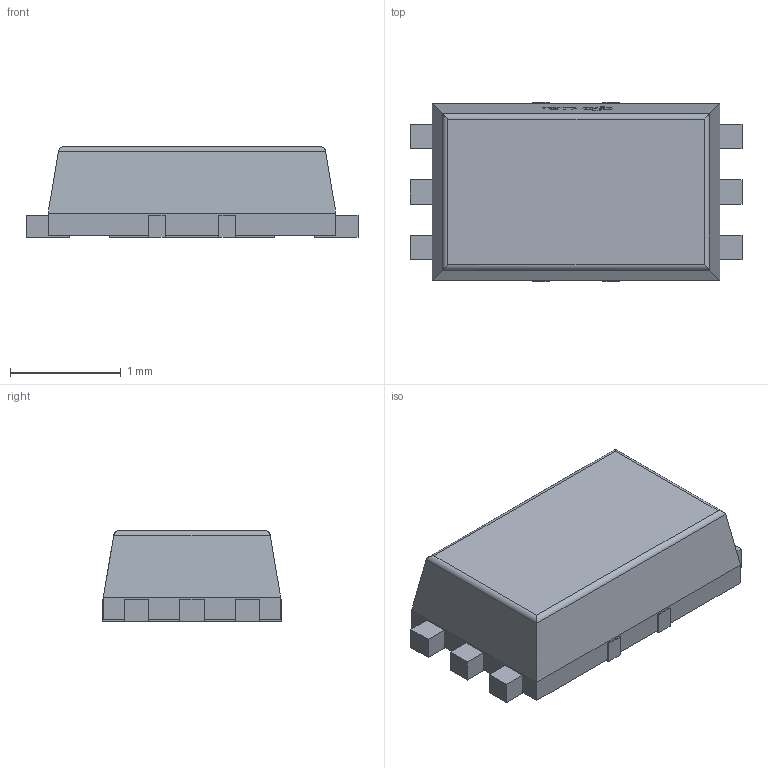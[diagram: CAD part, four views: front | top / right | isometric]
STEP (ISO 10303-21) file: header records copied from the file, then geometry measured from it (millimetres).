
FILE_DESCRIPTION(('FreeCAD Model'),'2;1');
FILE_NAME('Open CASCADE Shape Model','2024-05-20T16:43:02',(''),(''), 'Open CASCADE STEP processor 7.6','FreeCAD','Unknown');
FILE_SCHEMA(('AUTOMOTIVE_DESIGN { 1 0 10303 214 1 1 1 1 }'));
Length unit declared in the file: millimetre
Products named in the file (7): U2; WSOF-6_L2.6-W1.6-P0.50-TL-EP; COMPOUND005; COMPOUND001; COMPOUND002; COMPOUND003; COMPOUND004
Assembly tree (6 placements, depth 4):
  U2
    WSOF-6_L2.6-W1.6-P0.50-TL-EP
      COMPOUND005
        COMPOUND001
        COMPOUND002
        COMPOUND003
        COMPOUND004
Bounding box: 3 x 1.62 x 0.82 mm (x, y, z)
Volume: 3.2 mm3; surface area: 15.9 mm2
Topology: 4 solids, 4 shells, 302 faces, 817 edges, 542 vertices
Faces by surface type: plane 200, bspline 98, cylinder 4
Entity records: 11872 total; most frequent: CARTESIAN_POINT 2986, ORIENTED_EDGE 1634, DIRECTION 1035, EDGE_CURVE 817, LINE 613, VECTOR 613, VERTEX_POINT 542, FACE_BOUND 321
